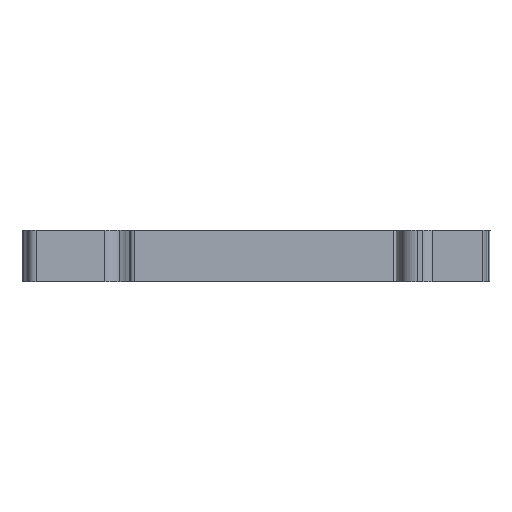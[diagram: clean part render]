
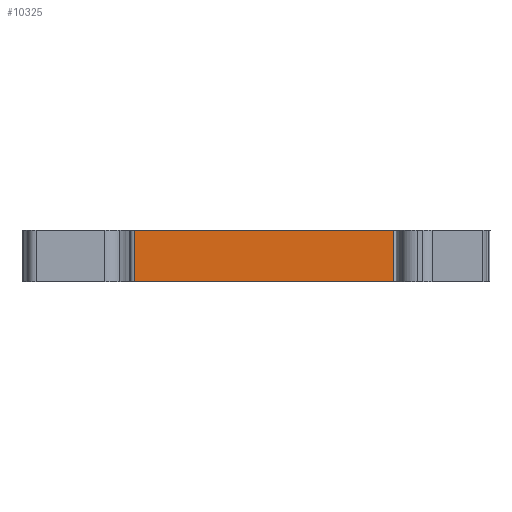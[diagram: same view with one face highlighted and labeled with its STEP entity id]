
A CAD part, front view. The second image highlights one B-rep face of the part: STEP entity #10325.
In plain terms, the highlighted planar face has unit normal (0, -1, 0).
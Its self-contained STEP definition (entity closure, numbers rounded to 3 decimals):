
#3085=DIRECTION('',(0.,0.,-1.));
#3086=VECTOR('',#3085,6.2);
#3087=CARTESIAN_POINT('',(-10.195,0.,3.1));
#3088=LINE('',#3087,#3086);
#3089=DIRECTION('',(-1.,0.,0.));
#3090=VECTOR('',#3089,30.895);
#3091=CARTESIAN_POINT('',(20.7,0.,-3.1));
#3092=LINE('',#3091,#3090);
#3093=DIRECTION('',(1.,0.,0.));
#3094=VECTOR('',#3093,30.895);
#3095=CARTESIAN_POINT('',(-10.195,0.,3.1));
#3096=LINE('',#3095,#3094);
#3097=DIRECTION('',(0.,0.,-1.));
#3098=VECTOR('',#3097,6.2);
#3099=CARTESIAN_POINT('',(20.7,0.,3.1));
#3100=LINE('',#3099,#3098);
#5361=CARTESIAN_POINT('',(20.7,0.,3.1));
#5362=VERTEX_POINT('',#5361);
#5363=CARTESIAN_POINT('',(-10.195,0.,3.1));
#5364=VERTEX_POINT('',#5363);
#5813=CARTESIAN_POINT('',(-10.195,0.,-3.1));
#5814=VERTEX_POINT('',#5813);
#5815=CARTESIAN_POINT('',(20.7,0.,-3.1));
#5816=VERTEX_POINT('',#5815);
#10313=CARTESIAN_POINT('',(5.252,0.,0.));
#10314=DIRECTION('',(0.,1.,0.));
#10315=DIRECTION('',(1.,0.,0.));
#10316=AXIS2_PLACEMENT_3D('',#10313,#10314,#10315);
#10317=PLANE('',#10316);
#10318=ORIENTED_EDGE('',*,*,#6875,.T.);
#10319=ORIENTED_EDGE('',*,*,#10308,.F.);
#10320=ORIENTED_EDGE('',*,*,#7129,.T.);
#10322=ORIENTED_EDGE('',*,*,#10321,.T.);
#10323=EDGE_LOOP('',(#10318,#10319,#10320,#10322));
#10324=FACE_OUTER_BOUND('',#10323,.F.);
#10325=ADVANCED_FACE('',(#10324),#10317,.F.);
#6875=EDGE_CURVE('',#5816,#5814,#3092,.T.);
#7129=EDGE_CURVE('',#5364,#5362,#3096,.T.);
#10308=EDGE_CURVE('',#5364,#5814,#3088,.T.);
#10321=EDGE_CURVE('',#5362,#5816,#3100,.T.);
